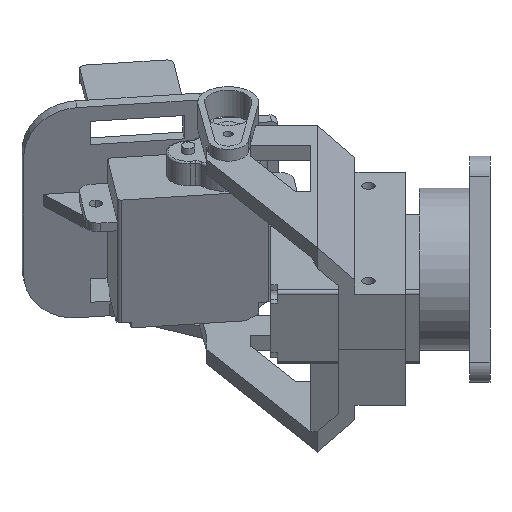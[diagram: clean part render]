
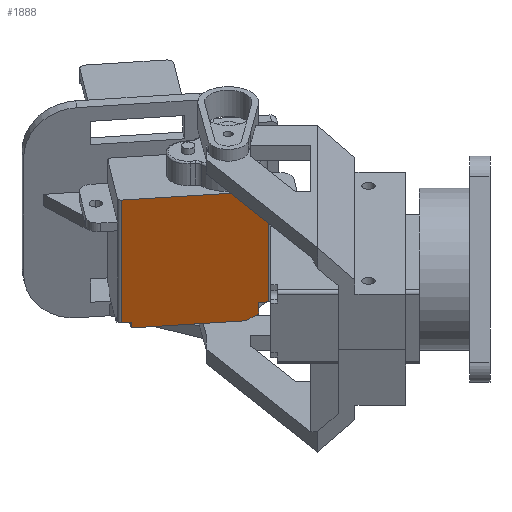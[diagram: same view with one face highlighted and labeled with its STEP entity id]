
A CAD part, left-side view. The second image highlights one B-rep face of the part: STEP entity #1888.
In plain terms, the highlighted face is planar.
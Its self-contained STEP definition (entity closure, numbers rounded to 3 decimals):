
#256 = EDGE_CURVE ( 'NONE', #3415, #3845, #5285, .T. ) ;
#393 = VECTOR ( 'NONE', #2279, 1000. ) ;
#447 = VERTEX_POINT ( 'NONE', #3224 ) ;
#619 = ORIENTED_EDGE ( 'NONE', *, *, #10529, .T. ) ;
#628 = CARTESIAN_POINT ( 'NONE',  ( -8., 0., -6.25 ) ) ;
#770 = ORIENTED_EDGE ( 'NONE', *, *, #2993, .T. ) ;
#1073 = ORIENTED_EDGE ( 'NONE', *, *, #7248, .F. ) ;
#1125 = DIRECTION ( 'NONE',  ( 1., 0., 0. ) ) ;
#1174 = CARTESIAN_POINT ( 'NONE',  ( -11., -9.5, -6.25 ) ) ;
#1182 = DIRECTION ( 'NONE',  ( 1., 0., 0. ) ) ;
#1224 = CARTESIAN_POINT ( 'NONE',  ( 11., 11.5, -6.25 ) ) ;
#1299 = CARTESIAN_POINT ( 'NONE',  ( -11., 7.5, -6.25 ) ) ;
#1395 = CARTESIAN_POINT ( 'NONE',  ( -10., -11., -6.25 ) ) ;
#1461 = VECTOR ( 'NONE', #1182, 1000. ) ;
#1593 = LINE ( 'NONE', #4872, #1975 ) ;
#1617 = ORIENTED_EDGE ( 'NONE', *, *, #8404, .T. ) ;
#1733 = ORIENTED_EDGE ( 'NONE', *, *, #8461, .F. ) ;
#1888 = ADVANCED_FACE ( 'NONE', ( #3572 ), #6864, .F. ) ;
#1975 = VECTOR ( 'NONE', #8173, 1000. ) ;
#2024 = VECTOR ( 'NONE', #4515, 1000. ) ;
#2044 = VERTEX_POINT ( 'NONE', #1395 ) ;
#2054 = DIRECTION ( 'NONE',  ( 1., 0., 0. ) ) ;
#2279 = DIRECTION ( 'NONE',  ( -1., 0., 0. ) ) ;
#2479 = LINE ( 'NONE', #5763, #7826 ) ;
#2730 = VERTEX_POINT ( 'NONE', #10064 ) ;
#2765 = DIRECTION ( 'NONE',  ( 0., 0., 1. ) ) ;
#2812 = VERTEX_POINT ( 'NONE', #7740 ) ;
#2837 = VECTOR ( 'NONE', #3932, 1000. ) ;
#2993 = EDGE_CURVE ( 'NONE', #5332, #2044, #6381, .T. ) ;
#3224 = CARTESIAN_POINT ( 'NONE',  ( -10., 9.5, -6.25 ) ) ;
#3237 = CARTESIAN_POINT ( 'NONE',  ( -10., -9.5, -6.25 ) ) ;
#3241 = DIRECTION ( 'NONE',  ( 0., -1., 0. ) ) ;
#3415 = VERTEX_POINT ( 'NONE', #3788 ) ;
#3555 = CIRCLE ( 'NONE', #4919, 1. ) ;
#3572 = FACE_OUTER_BOUND ( 'NONE', #8310, .T. ) ;
#3788 = CARTESIAN_POINT ( 'NONE',  ( -8., 11., -6.25 ) ) ;
#3809 = EDGE_CURVE ( 'NONE', #2730, #5879, #3555, .T. ) ;
#3845 = VERTEX_POINT ( 'NONE', #8682 ) ;
#3932 = DIRECTION ( 'NONE',  ( 0., 1., 0. ) ) ;
#3960 = EDGE_CURVE ( 'NONE', #2812, #3415, #8029, .T. ) ;
#4101 = EDGE_CURVE ( 'NONE', #6405, #9660, #2479, .T. ) ;
#4460 = EDGE_CURVE ( 'NONE', #2730, #9660, #7345, .T. ) ;
#4515 = DIRECTION ( 'NONE',  ( 0., 1., 0. ) ) ;
#4590 = DIRECTION ( 'NONE',  ( 0.447, 0.894, 0. ) ) ;
#4872 = CARTESIAN_POINT ( 'NONE',  ( -10., -9.5, -6.25 ) ) ;
#4919 = AXIS2_PLACEMENT_3D ( 'NONE', #6149, #9448, #2054 ) ;
#5138 = ORIENTED_EDGE ( 'NONE', *, *, #3960, .T. ) ;
#5222 = LINE ( 'NONE', #8516, #10456 ) ;
#5285 = LINE ( 'NONE', #8578, #1461 ) ;
#5332 = VERTEX_POINT ( 'NONE', #9084 ) ;
#5460 = ORIENTED_EDGE ( 'NONE', *, *, #3809, .T. ) ;
#5763 = CARTESIAN_POINT ( 'NONE',  ( -10., -9.5, -6.25 ) ) ;
#5879 = VERTEX_POINT ( 'NONE', #10535 ) ;
#6019 = ORIENTED_EDGE ( 'NONE', *, *, #4101, .T. ) ;
#6048 = DIRECTION ( 'NONE',  ( 1., 0., 0. ) ) ;
#6109 = ORIENTED_EDGE ( 'NONE', *, *, #256, .T. ) ;
#6149 = CARTESIAN_POINT ( 'NONE',  ( -10., 7.264, -6.25 ) ) ;
#6381 = LINE ( 'NONE', #9674, #393 ) ;
#6405 = VERTEX_POINT ( 'NONE', #3237 ) ;
#6864 = PLANE ( 'NONE',  #7592 ) ;
#7248 = EDGE_CURVE ( 'NONE', #6405, #2044, #1593, .T. ) ;
#7345 = LINE ( 'NONE', #10628, #7798 ) ;
#7592 = AXIS2_PLACEMENT_3D ( 'NONE', #10159, #2765, #6048 ) ;
#7740 = CARTESIAN_POINT ( 'NONE',  ( -8., 9.5, -6.25 ) ) ;
#7798 = VECTOR ( 'NONE', #3241, 1000. ) ;
#7826 = VECTOR ( 'NONE', #9055, 1000. ) ;
#8029 = LINE ( 'NONE', #628, #2837 ) ;
#8173 = DIRECTION ( 'NONE',  ( 0., -1., 0. ) ) ;
#8310 = EDGE_LOOP ( 'NONE', ( #1733, #770, #1073, #6019, #10094, #5460, #619, #1617, #5138, #6109 ) ) ;
#8404 = EDGE_CURVE ( 'NONE', #447, #2812, #5222, .T. ) ;
#8461 = EDGE_CURVE ( 'NONE', #5332, #3845, #8619, .T. ) ;
#8516 = CARTESIAN_POINT ( 'NONE',  ( -11., 9.5, -6.25 ) ) ;
#8578 = CARTESIAN_POINT ( 'NONE',  ( 0., 11., -6.25 ) ) ;
#8619 = LINE ( 'NONE', #1224, #2024 ) ;
#8682 = CARTESIAN_POINT ( 'NONE',  ( 11., 11., -6.25 ) ) ;
#8691 = LINE ( 'NONE', #1299, #9624 ) ;
#9055 = DIRECTION ( 'NONE',  ( -1., 0., 0. ) ) ;
#9084 = CARTESIAN_POINT ( 'NONE',  ( 11., -11., -6.25 ) ) ;
#9448 = DIRECTION ( 'NONE',  ( 0., 0., -1. ) ) ;
#9624 = VECTOR ( 'NONE', #4590, 1000. ) ;
#9660 = VERTEX_POINT ( 'NONE', #1174 ) ;
#9674 = CARTESIAN_POINT ( 'NONE',  ( 0., -11., -6.25 ) ) ;
#10064 = CARTESIAN_POINT ( 'NONE',  ( -11., 7.264, -6.25 ) ) ;
#10094 = ORIENTED_EDGE ( 'NONE', *, *, #4460, .F. ) ;
#10159 = CARTESIAN_POINT ( 'NONE',  ( 0., 0., -6.25 ) ) ;
#10456 = VECTOR ( 'NONE', #1125, 1000. ) ;
#10529 = EDGE_CURVE ( 'NONE', #5879, #447, #8691, .T. ) ;
#10535 = CARTESIAN_POINT ( 'NONE',  ( -10.894, 7.711, -6.25 ) ) ;
#10628 = CARTESIAN_POINT ( 'NONE',  ( -11., 11.5, -6.25 ) ) ;
